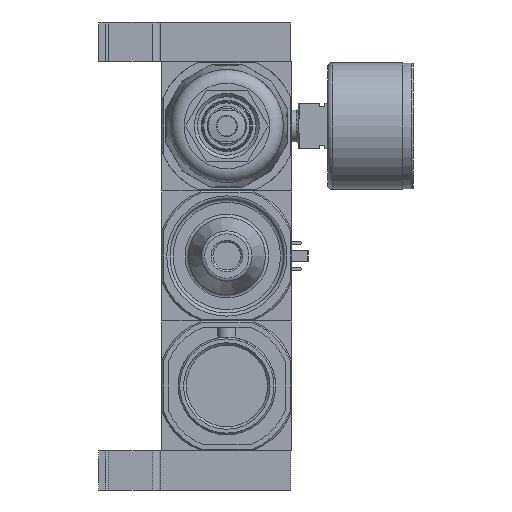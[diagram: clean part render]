
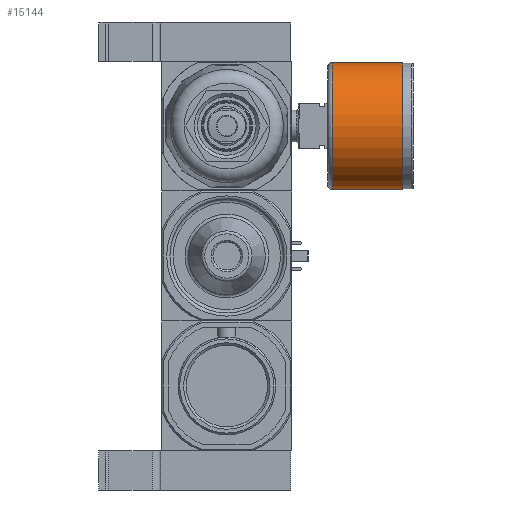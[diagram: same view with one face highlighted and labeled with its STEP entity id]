
A CAD part, front view. The second image highlights one B-rep face of the part: STEP entity #15144.
In plain terms, the highlighted cylindrical face has radius 19.5 mm (diameter 39 mm), a full revolution.
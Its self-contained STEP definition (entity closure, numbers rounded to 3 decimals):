
#565=CYLINDRICAL_SURFACE('',#21581,19.5);
#1254=CIRCLE('',#21580,19.5);
#1255=CIRCLE('',#21582,19.5);
#3968=ORIENTED_EDGE('',*,*,#7031,.F.);
#3969=ORIENTED_EDGE('',*,*,#7032,.T.);
#7031=EDGE_CURVE('',#8783,#8783,#1254,.T.);
#7032=EDGE_CURVE('',#8784,#8784,#1255,.T.);
#8783=VERTEX_POINT('',#30244);
#8784=VERTEX_POINT('',#30247);
#12186=EDGE_LOOP('',(#3968));
#12187=EDGE_LOOP('',(#3969));
#13491=FACE_BOUND('',#12186,.T.);
#13492=FACE_BOUND('',#12187,.T.);
#15144=ADVANCED_FACE('',(#13491,#13492),#565,.T.);
#21580=AXIS2_PLACEMENT_3D('',#30243,#24945,#24946);
#21581=AXIS2_PLACEMENT_3D('',#30245,#24947,#24948);
#21582=AXIS2_PLACEMENT_3D('',#30246,#24949,#24950);
#24945=DIRECTION('',(1.,0.,0.));
#24946=DIRECTION('',(0.,0.,-1.));
#24947=DIRECTION('',(1.,0.,0.));
#24948=DIRECTION('',(0.,0.,-1.));
#24949=DIRECTION('',(1.,0.,0.));
#24950=DIRECTION('',(0.,0.,-1.));
#30243=CARTESIAN_POINT('',(-3.2,0.,0.));
#30244=CARTESIAN_POINT('',(-3.2,0.,-19.5));
#30245=CARTESIAN_POINT('',(0.,0.,0.));
#30246=CARTESIAN_POINT('',(-24.85,0.,0.));
#30247=CARTESIAN_POINT('',(-24.85,0.,-19.5));
